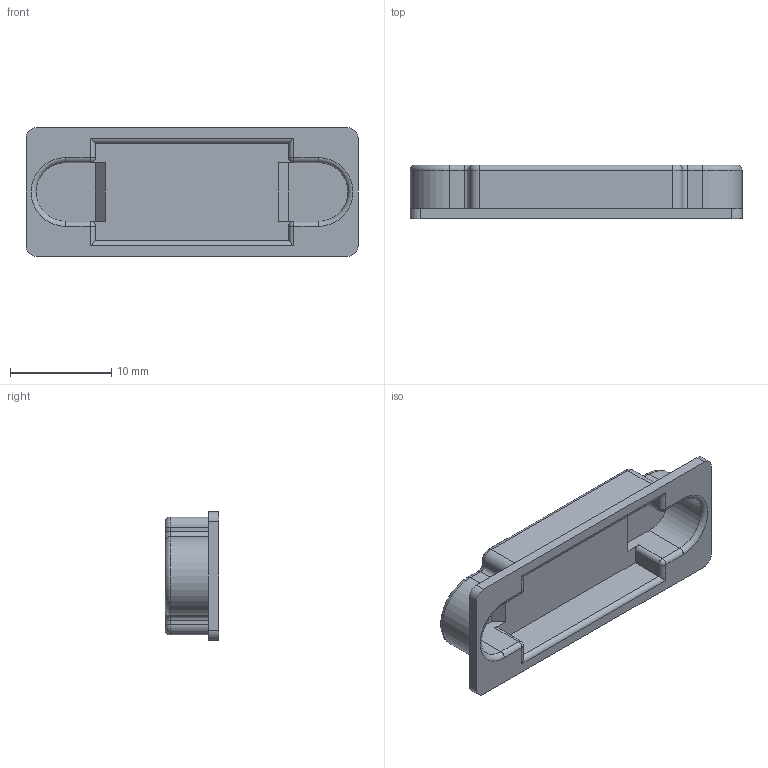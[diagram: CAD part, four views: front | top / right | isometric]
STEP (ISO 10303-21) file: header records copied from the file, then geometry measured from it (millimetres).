
FILE_DESCRIPTION( ( 'Unknown' ), '1' );
FILE_NAME( '260109.stp', 'Unknown', ( 'Unknown' ), ( 'Unknown' ), 'XStep 1.0', 'Unknown', ' ' );
FILE_SCHEMA( ( 'automotive_design' ) );
Length unit declared in the file: millimetre
Products named in the file (1): 1
Bounding box: 32.8 x 5.3 x 12.7 mm (x, y, z)
Volume: 761.8 mm3; surface area: 1564.9 mm2
Topology: 1 solids, 1 shells, 94 faces, 232 edges, 138 vertices
Faces by surface type: cylinder 40, plane 38, torus 12, sphere 4
Entity records: 3494 total; most frequent: DIRECTION 508, CARTESIAN_POINT 461, ORIENTED_EDGE 456, EDGE_CURVE 228, AXIS2_PLACEMENT_3D 185, VERTEX_POINT 138, LINE 138, VECTOR 138
